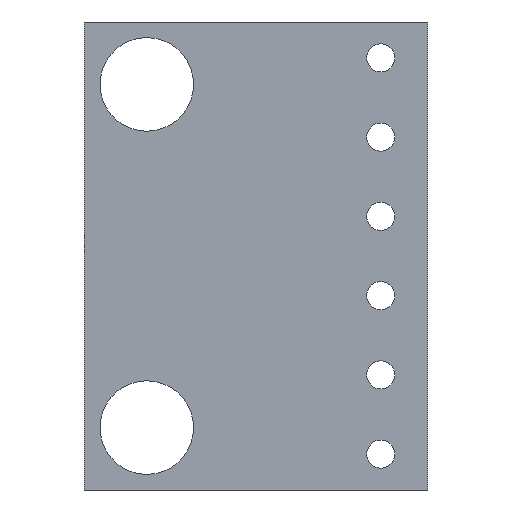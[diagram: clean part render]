
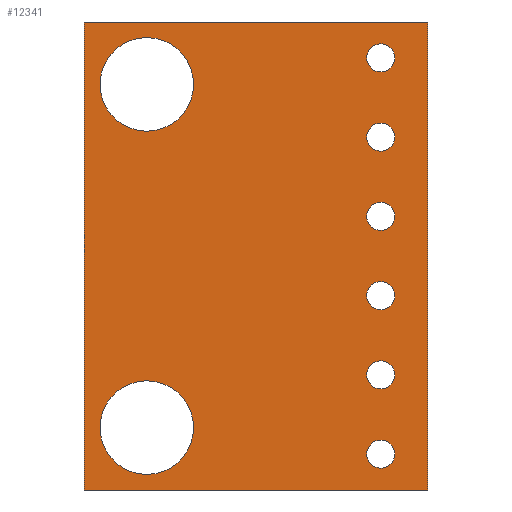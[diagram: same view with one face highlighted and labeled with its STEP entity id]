
A CAD part, front view. The second image highlights one B-rep face of the part: STEP entity #12341.
In plain terms, the highlighted planar face has unit normal (0, -1, 0).
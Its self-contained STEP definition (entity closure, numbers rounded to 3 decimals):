
#11939 = VERTEX_POINT('',#11940);
#11940 = CARTESIAN_POINT('',(-8.828,-24.432,
    -2.101));
#11945 = EDGE_CURVE('',#11939,#11939,#11946,.T.);
#11946 = CIRCLE('',#11947,1.5);
#11947 = AXIS2_PLACEMENT_3D('',#11948,#11949,#11950);
#11948 = CARTESIAN_POINT('',(-7.328,-24.432,
    -2.101));
#11949 = DIRECTION('',(0.,1.,0.));
#11950 = DIRECTION('',(1.,0.,0.));
#11971 = VERTEX_POINT('',#11972);
#11972 = CARTESIAN_POINT('',(-8.828,-24.432,
    8.899));
#11977 = EDGE_CURVE('',#11971,#11971,#11978,.T.);
#11978 = CIRCLE('',#11979,1.5);
#11979 = AXIS2_PLACEMENT_3D('',#11980,#11981,#11982);
#11980 = CARTESIAN_POINT('',(-7.328,-24.432,
    8.899));
#11981 = DIRECTION('',(0.,1.,0.));
#11982 = DIRECTION('',(1.,0.,0.));
#12003 = VERTEX_POINT('',#12004);
#12004 = CARTESIAN_POINT('',(-0.278,-24.432,
    -2.951));
#12009 = EDGE_CURVE('',#12003,#12003,#12010,.T.);
#12010 = CIRCLE('',#12011,0.45);
#12011 = AXIS2_PLACEMENT_3D('',#12012,#12013,#12014);
#12012 = CARTESIAN_POINT('',(0.172,-24.432,
    -2.951));
#12013 = DIRECTION('',(0.,1.,0.));
#12014 = DIRECTION('',(1.,0.,0.));
#12035 = VERTEX_POINT('',#12036);
#12036 = CARTESIAN_POINT('',(-0.278,-24.432,
    -0.411));
#12041 = EDGE_CURVE('',#12035,#12035,#12042,.T.);
#12042 = CIRCLE('',#12043,0.45);
#12043 = AXIS2_PLACEMENT_3D('',#12044,#12045,#12046);
#12044 = CARTESIAN_POINT('',(0.172,-24.432,
    -0.411));
#12045 = DIRECTION('',(0.,1.,0.));
#12046 = DIRECTION('',(1.,0.,0.));
#12067 = VERTEX_POINT('',#12068);
#12068 = CARTESIAN_POINT('',(-0.278,-24.432,
    2.129));
#12073 = EDGE_CURVE('',#12067,#12067,#12074,.T.);
#12074 = CIRCLE('',#12075,0.45);
#12075 = AXIS2_PLACEMENT_3D('',#12076,#12077,#12078);
#12076 = CARTESIAN_POINT('',(0.172,-24.432,
    2.129));
#12077 = DIRECTION('',(0.,1.,0.));
#12078 = DIRECTION('',(1.,0.,0.));
#12099 = VERTEX_POINT('',#12100);
#12100 = CARTESIAN_POINT('',(-0.278,-24.432,
    4.669));
#12105 = EDGE_CURVE('',#12099,#12099,#12106,.T.);
#12106 = CIRCLE('',#12107,0.45);
#12107 = AXIS2_PLACEMENT_3D('',#12108,#12109,#12110);
#12108 = CARTESIAN_POINT('',(0.172,-24.432,
    4.669));
#12109 = DIRECTION('',(0.,1.,0.));
#12110 = DIRECTION('',(1.,0.,0.));
#12131 = VERTEX_POINT('',#12132);
#12132 = CARTESIAN_POINT('',(-0.278,-24.432,
    7.209));
#12137 = EDGE_CURVE('',#12131,#12131,#12138,.T.);
#12138 = CIRCLE('',#12139,0.45);
#12139 = AXIS2_PLACEMENT_3D('',#12140,#12141,#12142);
#12140 = CARTESIAN_POINT('',(0.172,-24.432,
    7.209));
#12141 = DIRECTION('',(0.,1.,0.));
#12142 = DIRECTION('',(1.,0.,0.));
#12163 = VERTEX_POINT('',#12164);
#12164 = CARTESIAN_POINT('',(-0.278,-24.432,
    9.749));
#12169 = EDGE_CURVE('',#12163,#12163,#12170,.T.);
#12170 = CIRCLE('',#12171,0.45);
#12171 = AXIS2_PLACEMENT_3D('',#12172,#12173,#12174);
#12172 = CARTESIAN_POINT('',(0.172,-24.432,
    9.749));
#12173 = DIRECTION('',(0.,1.,0.));
#12174 = DIRECTION('',(1.,0.,0.));
#12185 = EDGE_CURVE('',#12186,#12188,#12190,.T.);
#12186 = VERTEX_POINT('',#12187);
#12187 = CARTESIAN_POINT('',(-9.328,-24.432,
    -4.101));
#12188 = VERTEX_POINT('',#12189);
#12189 = CARTESIAN_POINT('',(-9.328,-24.432,
    10.899));
#12190 = LINE('',#12191,#12192);
#12191 = CARTESIAN_POINT('',(-9.328,-24.432,
    -4.101));
#12192 = VECTOR('',#12193,1.);
#12193 = DIRECTION('',(0.,0.,1.));
#12225 = EDGE_CURVE('',#12226,#12186,#12228,.T.);
#12226 = VERTEX_POINT('',#12227);
#12227 = CARTESIAN_POINT('',(1.672,-24.432,
    -4.101));
#12228 = LINE('',#12229,#12230);
#12229 = CARTESIAN_POINT('',(1.672,-24.432,
    -4.101));
#12230 = VECTOR('',#12231,1.);
#12231 = DIRECTION('',(-1.,0.,0.));
#12256 = EDGE_CURVE('',#12257,#12226,#12259,.T.);
#12257 = VERTEX_POINT('',#12258);
#12258 = CARTESIAN_POINT('',(1.672,-24.432,
    10.899));
#12259 = LINE('',#12260,#12261);
#12260 = CARTESIAN_POINT('',(1.672,-24.432,
    10.899));
#12261 = VECTOR('',#12262,1.);
#12262 = DIRECTION('',(0.,0.,-1.));
#12287 = EDGE_CURVE('',#12188,#12257,#12288,.T.);
#12288 = LINE('',#12289,#12290);
#12289 = CARTESIAN_POINT('',(-9.328,-24.432,
    10.899));
#12290 = VECTOR('',#12291,1.);
#12291 = DIRECTION('',(1.,0.,0.));
#12341 = ADVANCED_FACE('',(#12342,#12348,#12351,#12354,#12357,#12360,
    #12363,#12366,#12369),#12372,.F.);
#12342 = FACE_BOUND('',#12343,.T.);
#12343 = EDGE_LOOP('',(#12344,#12345,#12346,#12347));
#12344 = ORIENTED_EDGE('',*,*,#12287,.F.);
#12345 = ORIENTED_EDGE('',*,*,#12185,.F.);
#12346 = ORIENTED_EDGE('',*,*,#12225,.F.);
#12347 = ORIENTED_EDGE('',*,*,#12256,.F.);
#12348 = FACE_BOUND('',#12349,.T.);
#12349 = EDGE_LOOP('',(#12350));
#12350 = ORIENTED_EDGE('',*,*,#11945,.T.);
#12351 = FACE_BOUND('',#12352,.T.);
#12352 = EDGE_LOOP('',(#12353));
#12353 = ORIENTED_EDGE('',*,*,#11977,.T.);
#12354 = FACE_BOUND('',#12355,.T.);
#12355 = EDGE_LOOP('',(#12356));
#12356 = ORIENTED_EDGE('',*,*,#12009,.T.);
#12357 = FACE_BOUND('',#12358,.T.);
#12358 = EDGE_LOOP('',(#12359));
#12359 = ORIENTED_EDGE('',*,*,#12041,.T.);
#12360 = FACE_BOUND('',#12361,.T.);
#12361 = EDGE_LOOP('',(#12362));
#12362 = ORIENTED_EDGE('',*,*,#12073,.T.);
#12363 = FACE_BOUND('',#12364,.T.);
#12364 = EDGE_LOOP('',(#12365));
#12365 = ORIENTED_EDGE('',*,*,#12105,.T.);
#12366 = FACE_BOUND('',#12367,.T.);
#12367 = EDGE_LOOP('',(#12368));
#12368 = ORIENTED_EDGE('',*,*,#12137,.T.);
#12369 = FACE_BOUND('',#12370,.T.);
#12370 = EDGE_LOOP('',(#12371));
#12371 = ORIENTED_EDGE('',*,*,#12169,.T.);
#12372 = PLANE('',#12373);
#12373 = AXIS2_PLACEMENT_3D('',#12374,#12375,#12376);
#12374 = CARTESIAN_POINT('',(-3.828,-24.432,
    3.399));
#12375 = DIRECTION('',(0.,1.,0.));
#12376 = DIRECTION('',(0.,0.,1.));
